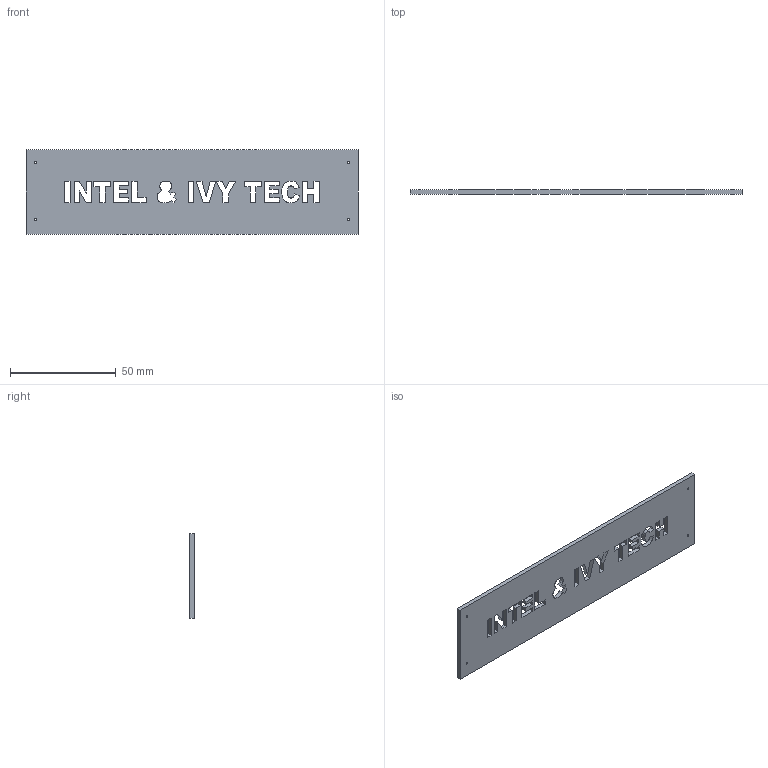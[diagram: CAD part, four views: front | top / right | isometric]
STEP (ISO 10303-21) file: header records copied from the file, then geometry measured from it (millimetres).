
FILE_DESCRIPTION(/* description */ (''),/* implementation_level */ '2;1');
FILE_NAME(/* name */ 'Name_Front.prt.step',/* time_stamp */ '2021-10-25T16:23:00+01:00',/* author */ (''),/* organization */ (''),/* preprocessor_version */ 'ST-DEVELOPER v15',/* originating_system */ 'SIEMENS PLM Software NX 9.0',/* authorisation */ '');
FILE_SCHEMA (('AUTOMOTIVE_DESIGN { 1 0 10303 214 3 1 1 1 }'));
Length unit declared in the file: millimetre
Products named in the file (1): Name_Front
Bounding box: 157 x 2 x 40 mm (x, y, z)
Volume: 11352 mm3; surface area: 13222.4 mm2
Topology: 1 solids, 1 shells, 119 faces, 351 edges, 234 vertices
Faces by surface type: plane 103, extrusion 12, cylinder 4
Full cylindrical faces by diameter (mm): 1 x4
Entity records: 4199 total; most frequent: CARTESIAN_POINT 983, ORIENTED_EDGE 694, DIRECTION 559, EDGE_CURVE 347, VECTOR 327, LINE 315, VERTEX_POINT 234, EDGE_LOOP 157
